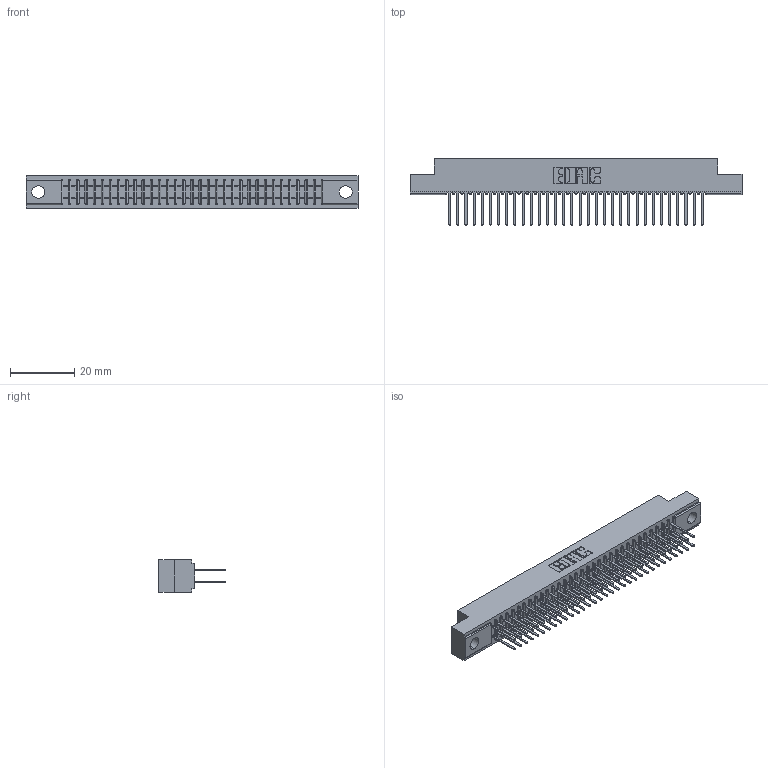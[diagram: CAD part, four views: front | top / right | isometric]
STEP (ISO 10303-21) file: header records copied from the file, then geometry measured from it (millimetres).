
FILE_DESCRIPTION (( 'STEP AP203' ), '1' );
FILE_NAME ('341-064-522-204.STEP', '2018-08-07T18:16:48', ( '' ), ( '' ), 'SwSTEP 2.0', 'SolidWorks 2016', '' );
FILE_SCHEMA (( 'CONFIG_CONTROL_DESIGN' ));
Length unit declared in the file: inch
Products named in the file (3): 341 Part_.156 (3.96) Dia Mounting Holes; 341-292-001_341-292-122; 341-064-522-204
Assembly tree (65 placements, depth 2):
  341-064-522-204
    341 Part_.156 (3.96) Dia Mounting Holes
    341-292-001_341-292-122  x64
Bounding box: 103.5 x 20.62 x 10.16 mm (x, y, z)
Volume: 7616.2 mm3; surface area: 13663.7 mm2
Topology: 65 solids, 65 shells, 4354 faces, 12608 edges, 8166 vertices
Faces by surface type: plane 2642, cylinder 1584, sphere 66, torus 62
Entity records: 40477 total; most frequent: CARTESIAN_POINT 6734, ORIENTED_EDGE 6688, DIRECTION 6534, EDGE_CURVE 3344, VECTOR 2698, LINE 2698, VERTEX_POINT 2118, AXIS2_PLACEMENT_3D 1918
